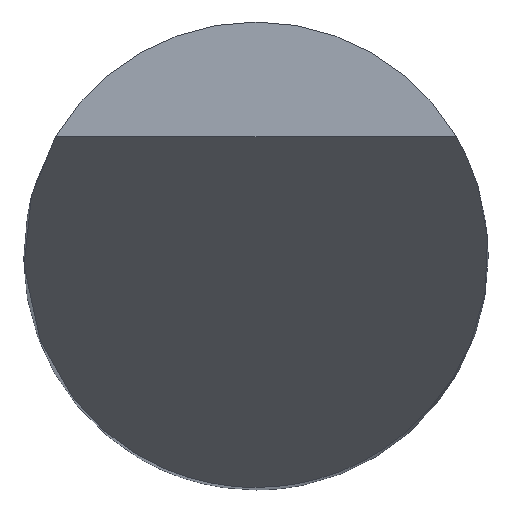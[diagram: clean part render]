
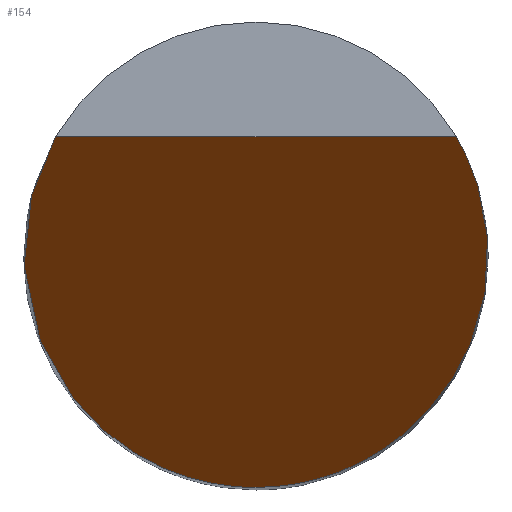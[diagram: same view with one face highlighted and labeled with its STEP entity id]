
A CAD part, top view. The second image highlights one B-rep face of the part: STEP entity #154.
In plain terms, the highlighted planar face has unit normal (0, -0.866, 0.5).
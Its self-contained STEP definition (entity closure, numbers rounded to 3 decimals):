
#47=PLANE('',#761);
#69=(
BOUNDED_CURVE()
B_SPLINE_CURVE(3,(#1000,#1001,#1002,#1003),.UNSPECIFIED.,.F.,.F.)
B_SPLINE_CURVE_WITH_KNOTS((4,4),(0.,1.),.UNSPECIFIED.)
CURVE()
GEOMETRIC_REPRESENTATION_ITEM()
RATIONAL_B_SPLINE_CURVE((1.,0.665,0.665,1.))
REPRESENTATION_ITEM('')
);
#73=(
BOUNDED_CURVE()
B_SPLINE_CURVE(3,(#1159,#1160,#1161,#1162),.UNSPECIFIED.,.F.,.F.)
B_SPLINE_CURVE_WITH_KNOTS((4,4),(0.,1.),.UNSPECIFIED.)
CURVE()
GEOMETRIC_REPRESENTATION_ITEM()
RATIONAL_B_SPLINE_CURVE((1.,0.665,0.665,1.))
REPRESENTATION_ITEM('')
);
#98=LINE('',#1179,#127);
#127=VECTOR('',#856,1.);
#154=ADVANCED_FACE('',(#200),#47,.F.);
#200=FACE_OUTER_BOUND('',#240,.T.);
#240=EDGE_LOOP('',(#353,#354,#355));
#353=ORIENTED_EDGE('',*,*,#541,.T.);
#354=ORIENTED_EDGE('',*,*,#579,.T.);
#355=ORIENTED_EDGE('',*,*,#585,.T.);
#476=VERTEX_POINT('',#999);
#477=VERTEX_POINT('',#1004);
#504=VERTEX_POINT('',#1158);
#541=EDGE_CURVE('',#477,#476,#69,.T.);
#579=EDGE_CURVE('',#476,#504,#73,.T.);
#585=EDGE_CURVE('',#504,#477,#98,.T.);
#761=AXIS2_PLACEMENT_3D('',#1181,#859,#860);
#856=DIRECTION('',(-1.,0.,0.));
#859=DIRECTION('',(0.,0.866,-0.5));
#860=DIRECTION('',(0.,0.5,0.866));
#999=CARTESIAN_POINT('',(0.,-2.,-3.464));
#1000=CARTESIAN_POINT('',(-1.726,1.01,1.75));
#1001=CARTESIAN_POINT('',(-2.605,-0.491,-0.85));
#1002=CARTESIAN_POINT('',(-1.74,-2.,-3.464));
#1003=CARTESIAN_POINT('',(0.,-2.,-3.464));
#1004=CARTESIAN_POINT('',(-1.726,1.01,1.75));
#1158=CARTESIAN_POINT('',(1.726,1.01,1.75));
#1159=CARTESIAN_POINT('',(0.,-2.,-3.464));
#1160=CARTESIAN_POINT('',(1.74,-2.,-3.464));
#1161=CARTESIAN_POINT('',(2.605,-0.491,-0.85));
#1162=CARTESIAN_POINT('',(1.726,1.01,1.75));
#1179=CARTESIAN_POINT('',(0.,1.01,1.75));
#1181=CARTESIAN_POINT('',(2.,-2.,-3.464));
